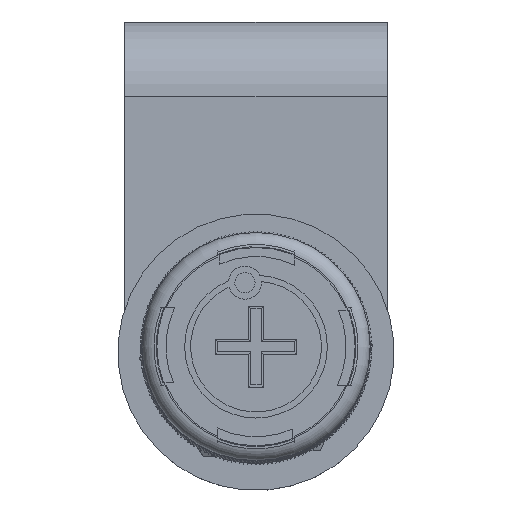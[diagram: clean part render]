
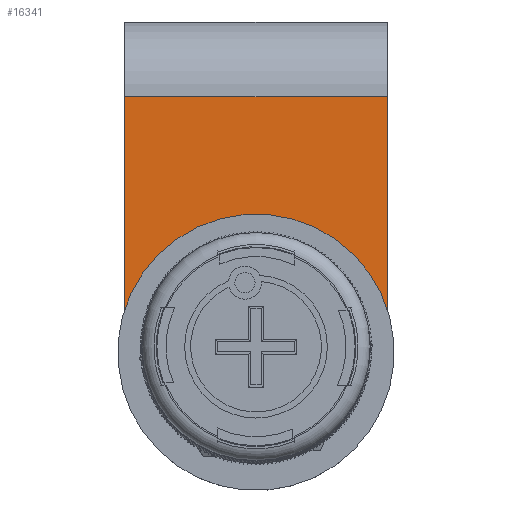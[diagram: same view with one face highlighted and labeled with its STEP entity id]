
A CAD part, top view. The second image highlights one B-rep face of the part: STEP entity #16341.
In plain terms, the highlighted planar face has unit normal (0, 0, 1).
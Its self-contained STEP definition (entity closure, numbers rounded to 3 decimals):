
#1277=LINE('',#82524,#4842);
#1278=LINE('',#82527,#4843);
#1279=LINE('',#82529,#4844);
#4842=VECTOR('',#66229,1.);
#4843=VECTOR('',#66230,1.);
#4844=VECTOR('',#66231,1.);
#14058=PLANE('',#58775);
#16341=ADVANCED_FACE('',(#19600,#19601),#14058,.T.);
#19600=FACE_BOUND('',#20709,.T.);
#19601=FACE_BOUND('',#20710,.T.);
#20709=EDGE_LOOP('',(#27723));
#20710=EDGE_LOOP('',(#27724,#27725,#27726,#27727));
#27723=ORIENTED_EDGE('',*,*,#48871,.F.);
#27724=ORIENTED_EDGE('',*,*,#48872,.F.);
#27725=ORIENTED_EDGE('',*,*,#48873,.T.);
#27726=ORIENTED_EDGE('',*,*,#48874,.F.);
#27727=ORIENTED_EDGE('',*,*,#48875,.T.);
#42228=VERTEX_POINT('',#82523);
#42229=VERTEX_POINT('',#82525);
#42230=VERTEX_POINT('',#82526);
#42231=VERTEX_POINT('',#82528);
#42232=VERTEX_POINT('',#82530);
#48871=EDGE_CURVE('',#42228,#42228,#55900,.T.);
#48872=EDGE_CURVE('',#42229,#42230,#1277,.T.);
#48873=EDGE_CURVE('',#42229,#42231,#1278,.T.);
#48874=EDGE_CURVE('',#42232,#42231,#1279,.T.);
#48875=EDGE_CURVE('',#42232,#42230,#55901,.T.);
#55900=CIRCLE('',#58773,10.75);
#55901=CIRCLE('',#58774,17.5);
#58773=AXIS2_PLACEMENT_3D('',#82522,#66227,#66228);
#58774=AXIS2_PLACEMENT_3D('',#82531,#66232,#66233);
#58775=AXIS2_PLACEMENT_3D('',#82532,#66234,#66235);
#66227=DIRECTION('',(0.,0.,1.));
#66228=DIRECTION('',(0.,1.,0.));
#66229=DIRECTION('',(0.,-1.,0.));
#66230=DIRECTION('',(-1.,0.,0.));
#66231=DIRECTION('',(0.,1.,0.));
#66232=DIRECTION('',(0.,0.,1.));
#66233=DIRECTION('',(1.,0.,0.));
#66234=DIRECTION('',(0.,0.,1.));
#66235=DIRECTION('',(-1.,0.,0.));
#82522=CARTESIAN_POINT('',(17.5,-41.,70.));
#82523=CARTESIAN_POINT('',(17.5,-30.25,70.));
#82524=CARTESIAN_POINT('',(35.,1.5,70.));
#82525=CARTESIAN_POINT('',(35.,-7.,70.));
#82526=CARTESIAN_POINT('',(35.,-41.,70.));
#82527=CARTESIAN_POINT('',(17.5,-7.,70.));
#82528=CARTESIAN_POINT('',(0.,-7.,70.));
#82529=CARTESIAN_POINT('',(0.,1.5,70.));
#82530=CARTESIAN_POINT('',(0.,-41.,70.));
#82531=CARTESIAN_POINT('',(17.5,-41.,70.));
#82532=CARTESIAN_POINT('',(17.5,1.5,70.));
